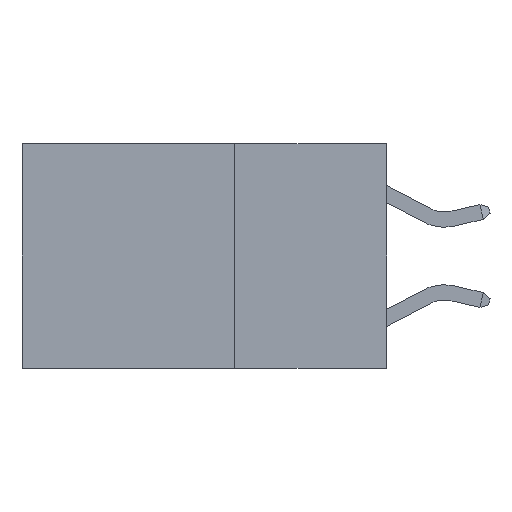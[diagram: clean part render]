
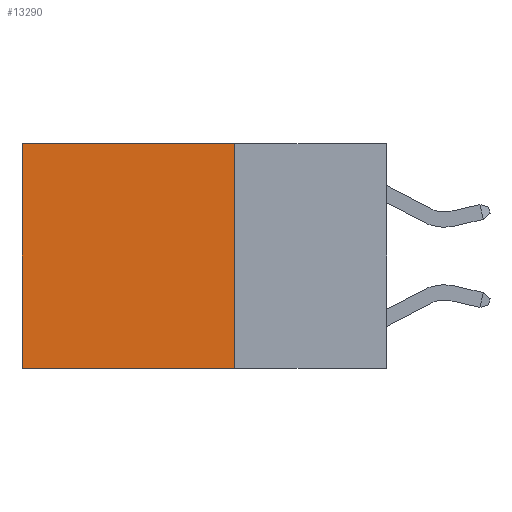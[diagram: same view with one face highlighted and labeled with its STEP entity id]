
A CAD part, left-side view. The second image highlights one B-rep face of the part: STEP entity #13290.
In plain terms, the highlighted planar face has unit normal (-1, 0, 0).
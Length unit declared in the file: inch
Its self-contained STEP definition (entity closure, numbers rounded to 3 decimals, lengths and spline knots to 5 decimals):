
#718 = LINE ( 'NONE', #10023, #9264 ) ;
#2286 = ORIENTED_EDGE ( 'NONE', *, *, #10616, .T. ) ;
#3013 = VERTEX_POINT ( 'NONE', #15119 ) ;
#3534 = DIRECTION ( 'NONE',  ( 1., 0., 0. ) ) ;
#3661 = VERTEX_POINT ( 'NONE', #10565 ) ;
#4088 = EDGE_CURVE ( 'NONE', #20712, #3013, #12371, .T. ) ;
#5000 = VECTOR ( 'NONE', #14509, 39.37008 ) ;
#5303 = DIRECTION ( 'NONE',  ( 0., 0., -1. ) ) ;
#6548 = DIRECTION ( 'NONE',  ( 0., 1., 0. ) ) ;
#7326 = CARTESIAN_POINT ( 'NONE',  ( 0.2625, 0.6, 0. ) ) ;
#7557 = PLANE ( 'NONE',  #25882 ) ;
#8267 = CARTESIAN_POINT ( 'NONE',  ( 0.2625, 0.25, 0. ) ) ;
#8880 = CARTESIAN_POINT ( 'NONE',  ( 0.2625, 0.25, 0. ) ) ;
#9133 = EDGE_LOOP ( 'NONE', ( #10759, #26005, #22828, #2286 ) ) ;
#9264 = VECTOR ( 'NONE', #22847, 39.37008 ) ;
#10023 = CARTESIAN_POINT ( 'NONE',  ( 0.2625, 0.25, -0.37 ) ) ;
#10405 = VECTOR ( 'NONE', #6548, 39.37008 ) ;
#10565 = CARTESIAN_POINT ( 'NONE',  ( 0.2625, 0.6, -0.37 ) ) ;
#10616 = EDGE_CURVE ( 'NONE', #20712, #17107, #16121, .T. ) ;
#10759 = ORIENTED_EDGE ( 'NONE', *, *, #25115, .T. ) ;
#11793 = DIRECTION ( 'NONE',  ( 0., 0., -1. ) ) ;
#12371 = LINE ( 'NONE', #14377, #5000 ) ;
#13290 = ADVANCED_FACE ( 'NONE', ( #23064 ), #7557, .F. ) ;
#14377 = CARTESIAN_POINT ( 'NONE',  ( 0.2625, 0.25, 0. ) ) ;
#14509 = DIRECTION ( 'NONE',  ( 0., 0., -1. ) ) ;
#15119 = CARTESIAN_POINT ( 'NONE',  ( 0.2625, 0.25, -0.37 ) ) ;
#16121 = LINE ( 'NONE', #8267, #10405 ) ;
#16557 = LINE ( 'NONE', #26996, #25594 ) ;
#17107 = VERTEX_POINT ( 'NONE', #7326 ) ;
#20628 = CARTESIAN_POINT ( 'NONE',  ( 0.2625, 0.25, 0. ) ) ;
#20712 = VERTEX_POINT ( 'NONE', #8880 ) ;
#22828 = ORIENTED_EDGE ( 'NONE', *, *, #4088, .F. ) ;
#22847 = DIRECTION ( 'NONE',  ( 0., 1., 0. ) ) ;
#23064 = FACE_OUTER_BOUND ( 'NONE', #9133, .T. ) ;
#25115 = EDGE_CURVE ( 'NONE', #17107, #3661, #16557, .T. ) ;
#25594 = VECTOR ( 'NONE', #5303, 39.37008 ) ;
#25882 = AXIS2_PLACEMENT_3D ( 'NONE', #20628, #3534, #11793 ) ;
#26005 = ORIENTED_EDGE ( 'NONE', *, *, #26521, .F. ) ;
#26521 = EDGE_CURVE ( 'NONE', #3013, #3661, #718, .T. ) ;
#26996 = CARTESIAN_POINT ( 'NONE',  ( 0.2625, 0.6, 0. ) ) ;
